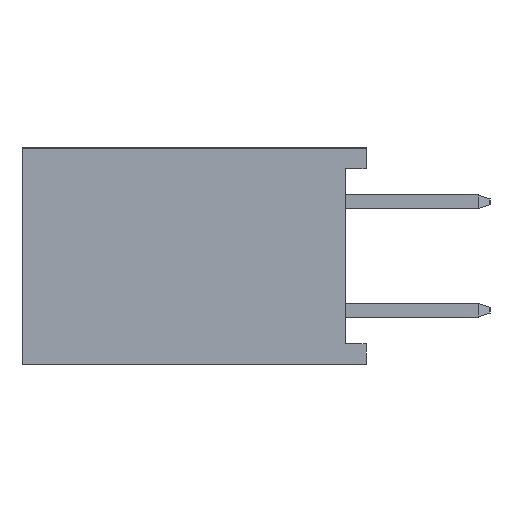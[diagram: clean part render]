
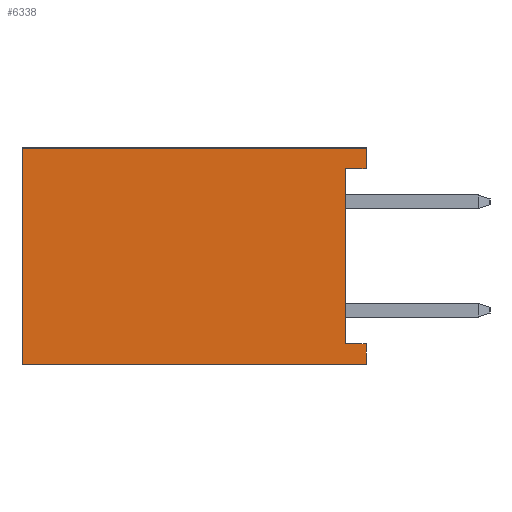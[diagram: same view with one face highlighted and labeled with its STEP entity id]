
A CAD part, left-side view. The second image highlights one B-rep face of the part: STEP entity #6338.
In plain terms, the highlighted planar face has unit normal (-1, 0, 0).
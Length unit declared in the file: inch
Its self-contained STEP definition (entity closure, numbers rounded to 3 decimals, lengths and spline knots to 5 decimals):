
#670 = EDGE_CURVE ( 'NONE', #7633, #9320, #25379, .T. ) ;
#726 = LINE ( 'NONE', #21325, #25502 ) ;
#1173 = CARTESIAN_POINT ( 'NONE',  ( -0.00585, -0.015, 0.015 ) ) ;
#1357 = FACE_OUTER_BOUND ( 'NONE', #8291, .T. ) ;
#1860 = ORIENTED_EDGE ( 'NONE', *, *, #17250, .F. ) ;
#1875 = CARTESIAN_POINT ( 'NONE',  ( -0.00585, -0.015, 0. ) ) ;
#3178 = ORIENTED_EDGE ( 'NONE', *, *, #14831, .F. ) ;
#3187 = VECTOR ( 'NONE', #7263, 39.37008 ) ;
#3657 = DIRECTION ( 'NONE',  ( 0., 0., 1. ) ) ;
#3820 = LINE ( 'NONE', #22639, #3187 ) ;
#3909 = CARTESIAN_POINT ( 'NONE',  ( -0.00585, -0.015, 0. ) ) ;
#4787 = EDGE_CURVE ( 'NONE', #18915, #7633, #10528, .T. ) ;
#5776 = DIRECTION ( 'NONE',  ( 0., -1., 0. ) ) ;
#6259 = ORIENTED_EDGE ( 'NONE', *, *, #4787, .T. ) ;
#6338 = ADVANCED_FACE ( 'NONE', ( #1357 ), #25827, .T. ) ;
#6847 = CARTESIAN_POINT ( 'NONE',  ( -0.00585, -0.015, 0.157 ) ) ;
#7263 = DIRECTION ( 'NONE',  ( 0., 0., -1. ) ) ;
#7337 = ORIENTED_EDGE ( 'NONE', *, *, #670, .T. ) ;
#7633 = VERTEX_POINT ( 'NONE', #19515 ) ;
#8117 = CARTESIAN_POINT ( 'NONE',  ( -0.00585, 0., 0.015 ) ) ;
#8291 = EDGE_LOOP ( 'NONE', ( #7337, #17559, #18296, #13382, #1860, #25434, #3178, #6259 ) ) ;
#8297 = AXIS2_PLACEMENT_3D ( 'NONE', #23548, #25018, #3657 ) ;
#9101 = LINE ( 'NONE', #15167, #14987 ) ;
#9320 = VERTEX_POINT ( 'NONE', #21848 ) ;
#9784 = DIRECTION ( 'NONE',  ( 0., 0., -1. ) ) ;
#10196 = DIRECTION ( 'NONE',  ( 0., 0., 1. ) ) ;
#10528 = LINE ( 'NONE', #8117, #22599 ) ;
#12087 = CARTESIAN_POINT ( 'NONE',  ( -0.00585, -0.015, 0.142 ) ) ;
#12501 = EDGE_CURVE ( 'NONE', #20734, #24908, #25258, .T. ) ;
#12522 = CARTESIAN_POINT ( 'NONE',  ( -0.00585, 0.235, 0. ) ) ;
#12646 = DIRECTION ( 'NONE',  ( 0., -1., 0. ) ) ;
#13382 = ORIENTED_EDGE ( 'NONE', *, *, #21269, .F. ) ;
#13407 = VECTOR ( 'NONE', #12646, 39.37008 ) ;
#13686 = CARTESIAN_POINT ( 'NONE',  ( -0.00585, 0., 0.142 ) ) ;
#14773 = EDGE_CURVE ( 'NONE', #17805, #21250, #17497, .T. ) ;
#14831 = EDGE_CURVE ( 'NONE', #18915, #17805, #3820, .T. ) ;
#14987 = VECTOR ( 'NONE', #5776, 39.37008 ) ;
#15167 = CARTESIAN_POINT ( 'NONE',  ( -0.00585, 0.235, 0.157 ) ) ;
#16600 = EDGE_CURVE ( 'NONE', #9320, #24908, #19208, .T. ) ;
#17250 = EDGE_CURVE ( 'NONE', #21250, #20349, #726, .T. ) ;
#17497 = LINE ( 'NONE', #18579, #22191 ) ;
#17559 = ORIENTED_EDGE ( 'NONE', *, *, #16600, .T. ) ;
#17805 = VERTEX_POINT ( 'NONE', #1875 ) ;
#18296 = ORIENTED_EDGE ( 'NONE', *, *, #12501, .F. ) ;
#18579 = CARTESIAN_POINT ( 'NONE',  ( -0.00585, 0.235, 0. ) ) ;
#18915 = VERTEX_POINT ( 'NONE', #1173 ) ;
#19208 = LINE ( 'NONE', #13686, #13407 ) ;
#19515 = CARTESIAN_POINT ( 'NONE',  ( -0.00585, 0., 0.015 ) ) ;
#20349 = VERTEX_POINT ( 'NONE', #21663 ) ;
#20734 = VERTEX_POINT ( 'NONE', #6847 ) ;
#21250 = VERTEX_POINT ( 'NONE', #12522 ) ;
#21269 = EDGE_CURVE ( 'NONE', #20349, #20734, #9101, .T. ) ;
#21325 = CARTESIAN_POINT ( 'NONE',  ( -0.00585, 0.235, 0.157 ) ) ;
#21663 = CARTESIAN_POINT ( 'NONE',  ( -0.00585, 0.235, 0.157 ) ) ;
#21848 = CARTESIAN_POINT ( 'NONE',  ( -0.00585, 0., 0.142 ) ) ;
#22016 = CARTESIAN_POINT ( 'NONE',  ( -0.00585, 0., 0.142 ) ) ;
#22191 = VECTOR ( 'NONE', #23991, 39.37008 ) ;
#22599 = VECTOR ( 'NONE', #22792, 39.37008 ) ;
#22639 = CARTESIAN_POINT ( 'NONE',  ( -0.00585, -0.015, 0. ) ) ;
#22792 = DIRECTION ( 'NONE',  ( 0., 1., 0. ) ) ;
#23548 = CARTESIAN_POINT ( 'NONE',  ( -0.00585, -0.015, 0. ) ) ;
#23991 = DIRECTION ( 'NONE',  ( 0., 1., 0. ) ) ;
#24001 = DIRECTION ( 'NONE',  ( 0., 0., 1. ) ) ;
#24746 = VECTOR ( 'NONE', #10196, 39.37008 ) ;
#24908 = VERTEX_POINT ( 'NONE', #12087 ) ;
#25018 = DIRECTION ( 'NONE',  ( -1., 0., 0. ) ) ;
#25258 = LINE ( 'NONE', #3909, #25608 ) ;
#25379 = LINE ( 'NONE', #22016, #24746 ) ;
#25434 = ORIENTED_EDGE ( 'NONE', *, *, #14773, .F. ) ;
#25502 = VECTOR ( 'NONE', #24001, 39.37008 ) ;
#25608 = VECTOR ( 'NONE', #9784, 39.37008 ) ;
#25827 = PLANE ( 'NONE',  #8297 ) ;
